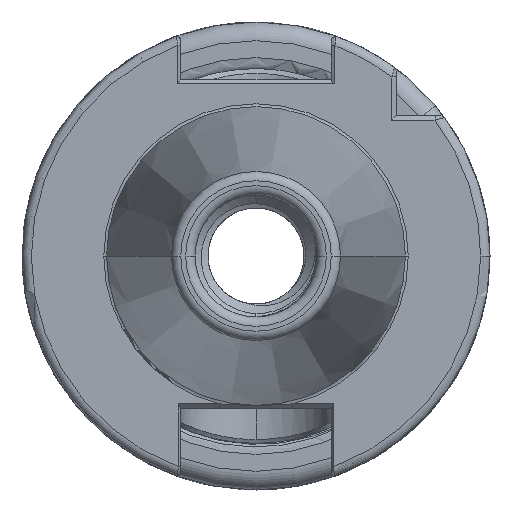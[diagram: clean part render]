
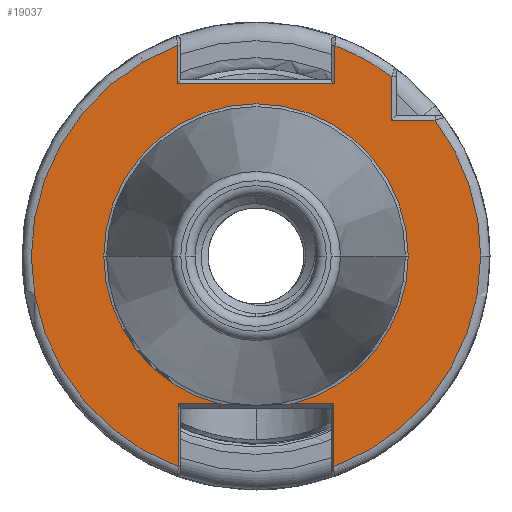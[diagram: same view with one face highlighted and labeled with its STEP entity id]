
A CAD part, left-side view. The second image highlights one B-rep face of the part: STEP entity #19037.
In plain terms, the highlighted planar face has unit normal (-1, 0, 0).
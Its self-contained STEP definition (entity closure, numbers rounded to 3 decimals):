
#900 = AXIS2_PLACEMENT_3D ( 'NONE', #4230, #4193, #4223 ) ;
#902 = AXIS2_PLACEMENT_3D ( 'NONE', #4267, #4247, #4297 ) ;
#953 = AXIS2_PLACEMENT_3D ( 'NONE', #1632, #1611, #1616 ) ;
#1018 = AXIS2_PLACEMENT_3D ( 'NONE', #25417, #25424, #25428 ) ;
#1161 = AXIS2_PLACEMENT_3D ( 'NONE', #16706, #16704, #16684 ) ;
#1164 = AXIS2_PLACEMENT_3D ( 'NONE', #11177, #11193, #11185 ) ;
#1611 = DIRECTION ( 'NONE',  ( 1., 0., 0. ) ) ;
#1616 = DIRECTION ( 'NONE',  ( 0., -1., 0. ) ) ;
#1632 = CARTESIAN_POINT ( 'NONE',  ( 0., 0., 0. ) ) ;
#3510 = VERTEX_POINT ( 'NONE', #24796 ) ;
#3518 = VERTEX_POINT ( 'NONE', #24834 ) ;
#3530 = VERTEX_POINT ( 'NONE', #24841 ) ;
#3548 = VERTEX_POINT ( 'NONE', #24853 ) ;
#4084 = CARTESIAN_POINT ( 'NONE',  ( 0., 16.342, 18.4 ) ) ;
#4102 = DIRECTION ( 'NONE',  ( 0., 1., 0. ) ) ;
#4111 = CARTESIAN_POINT ( 'NONE',  ( 0., -8.434, 0. ) ) ;
#4121 = DIRECTION ( 'NONE',  ( 0., 0., -1. ) ) ;
#4193 = DIRECTION ( 'NONE',  ( 1., 0., 0. ) ) ;
#4223 = DIRECTION ( 'NONE',  ( 0., -1., 0. ) ) ;
#4230 = CARTESIAN_POINT ( 'NONE',  ( 0., 0., 0. ) ) ;
#4247 = DIRECTION ( 'NONE',  ( -1., 0., 0. ) ) ;
#4254 = DIRECTION ( 'NONE',  ( 0., 1., 0. ) ) ;
#4267 = CARTESIAN_POINT ( 'NONE',  ( 0., 0., 0. ) ) ;
#4289 = CARTESIAN_POINT ( 'NONE',  ( 0., -15., 14.5 ) ) ;
#4297 = DIRECTION ( 'NONE',  ( 0., -1., 0. ) ) ;
#5025 = EDGE_CURVE ( 'NONE', #12509, #12561, #13953, .T. ) ;
#5045 = EDGE_CURVE ( 'NONE', #12541, #12509, #13968, .T. ) ;
#6490 = CARTESIAN_POINT ( 'NONE',  ( 0., -14.5, 14.5 ) ) ;
#6497 = CARTESIAN_POINT ( 'NONE',  ( 0., 8.288, -15.8 ) ) ;
#6994 = CARTESIAN_POINT ( 'NONE',  ( 0., -8.288, -15.8 ) ) ;
#7033 = DIRECTION ( 'NONE',  ( 0., -1., 0. ) ) ;
#7043 = CARTESIAN_POINT ( 'NONE',  ( 0., 8.361, 22.497 ) ) ;
#7053 = CARTESIAN_POINT ( 'NONE',  ( 0., 8.361, 18.4 ) ) ;
#7064 = CARTESIAN_POINT ( 'NONE',  ( 0., -14.5, 19.125 ) ) ;
#7069 = CARTESIAN_POINT ( 'NONE',  ( 0., -8.434, 18.4 ) ) ;
#7102 = CARTESIAN_POINT ( 'NONE',  ( 0., -8.434, 22.469 ) ) ;
#7107 = CARTESIAN_POINT ( 'NONE',  ( 0., 8.288, -22.523 ) ) ;
#7154 = EDGE_LOOP ( 'NONE', ( #14372, #14450, #14366, #14357, #14401, #14399, #14443, #14412, #14454, #14419, #14427, #14368, #14346, #14435, #14448, #14437 ) ) ;
#7999 = CIRCLE ( 'NONE', #1161, 24. ) ;
#8000 = VECTOR ( 'NONE', #7033, 1000. ) ;
#8028 = LINE ( 'NONE', #6994, #8000 ) ;
#8033 = LINE ( 'NONE', #16690, #8042 ) ;
#8042 = VECTOR ( 'NONE', #16676, 1000. ) ;
#8061 = VECTOR ( 'NONE', #26106, 1000. ) ;
#8090 = LINE ( 'NONE', #26080, #8061 ) ;
#8100 = VECTOR ( 'NONE', #16736, 1000. ) ;
#8101 = LINE ( 'NONE', #16735, #8100 ) ;
#8119 = CIRCLE ( 'NONE', #900, 16.262 ) ;
#8120 = VECTOR ( 'NONE', #4102, 1000. ) ;
#8127 = VECTOR ( 'NONE', #4121, 1000. ) ;
#8128 = LINE ( 'NONE', #26283, #8146 ) ;
#8131 = VECTOR ( 'NONE', #26460, 1000. ) ;
#8133 = LINE ( 'NONE', #26426, #8131 ) ;
#8140 = VECTOR ( 'NONE', #4254, 1000. ) ;
#8146 = VECTOR ( 'NONE', #26293, 1000. ) ;
#8147 = LINE ( 'NONE', #4289, #8140 ) ;
#8148 = CIRCLE ( 'NONE', #902, 24. ) ;
#8152 = LINE ( 'NONE', #4111, #8127 ) ;
#8163 = LINE ( 'NONE', #4084, #8120 ) ;
#8321 = CIRCLE ( 'NONE', #953, 16.262 ) ;
#8324 = CIRCLE ( 'NONE', #1018, 16.262 ) ;
#10569 = FACE_OUTER_BOUND ( 'NONE', #7154, .T. ) ;
#11177 = CARTESIAN_POINT ( 'NONE',  ( 0., 16.342, 0. ) ) ;
#11185 = DIRECTION ( 'NONE',  ( 0., -1., 0. ) ) ;
#11187 = PLANE ( 'NONE',  #1164 ) ;
#11193 = DIRECTION ( 'NONE',  ( -1., 0., 0. ) ) ;
#12509 = VERTEX_POINT ( 'NONE', #23435 ) ;
#12515 = VERTEX_POINT ( 'NONE', #23454 ) ;
#12541 = VERTEX_POINT ( 'NONE', #23507 ) ;
#12561 = VERTEX_POINT ( 'NONE', #23540 ) ;
#13953 = CIRCLE ( 'NONE', #23262, 24. ) ;
#13968 = CIRCLE ( 'NONE', #23240, 24. ) ;
#14346 = ORIENTED_EDGE ( 'NONE', *, *, #5025, .T. ) ;
#14357 = ORIENTED_EDGE ( 'NONE', *, *, #21018, .T. ) ;
#14366 = ORIENTED_EDGE ( 'NONE', *, *, #20967, .T. ) ;
#14368 = ORIENTED_EDGE ( 'NONE', *, *, #5045, .T. ) ;
#14372 = ORIENTED_EDGE ( 'NONE', *, *, #20978, .T. ) ;
#14399 = ORIENTED_EDGE ( 'NONE', *, *, #20827, .T. ) ;
#14401 = ORIENTED_EDGE ( 'NONE', *, *, #20838, .T. ) ;
#14412 = ORIENTED_EDGE ( 'NONE', *, *, #21003, .T. ) ;
#14419 = ORIENTED_EDGE ( 'NONE', *, *, #20822, .T. ) ;
#14427 = ORIENTED_EDGE ( 'NONE', *, *, #20945, .T. ) ;
#14435 = ORIENTED_EDGE ( 'NONE', *, *, #21020, .T. ) ;
#14437 = ORIENTED_EDGE ( 'NONE', *, *, #20825, .T. ) ;
#14443 = ORIENTED_EDGE ( 'NONE', *, *, #21406, .T. ) ;
#14448 = ORIENTED_EDGE ( 'NONE', *, *, #20918, .T. ) ;
#14450 = ORIENTED_EDGE ( 'NONE', *, *, #20984, .T. ) ;
#14454 = ORIENTED_EDGE ( 'NONE', *, *, #21314, .T. ) ;
#16676 = DIRECTION ( 'NONE',  ( 0., -1., 0. ) ) ;
#16684 = DIRECTION ( 'NONE',  ( 0., -1., 0. ) ) ;
#16690 = CARTESIAN_POINT ( 'NONE',  ( 0., -8.288, -15.8 ) ) ;
#16704 = DIRECTION ( 'NONE',  ( -1., 0., 0. ) ) ;
#16706 = CARTESIAN_POINT ( 'NONE',  ( 0., 0., 0. ) ) ;
#16735 = CARTESIAN_POINT ( 'NONE',  ( 0., 8.288, -16.3 ) ) ;
#16736 = DIRECTION ( 'NONE',  ( 0., 0., 1. ) ) ;
#19037 = ADVANCED_FACE ( 'NONE', ( #10569 ), #11187, .T. ) ;
#20577 = VERTEX_POINT ( 'NONE', #7043 ) ;
#20589 = VERTEX_POINT ( 'NONE', #7069 ) ;
#20593 = VERTEX_POINT ( 'NONE', #7102 ) ;
#20610 = VERTEX_POINT ( 'NONE', #7053 ) ;
#20620 = VERTEX_POINT ( 'NONE', #7064 ) ;
#20643 = VERTEX_POINT ( 'NONE', #7107 ) ;
#20660 = VERTEX_POINT ( 'NONE', #6497 ) ;
#20663 = VERTEX_POINT ( 'NONE', #6490 ) ;
#20822 = EDGE_CURVE ( 'NONE', #3548, #12515, #8028, .T. ) ;
#20825 = EDGE_CURVE ( 'NONE', #20620, #20593, #7999, .T. ) ;
#20827 = EDGE_CURVE ( 'NONE', #20660, #3518, #8033, .T. ) ;
#20838 = EDGE_CURVE ( 'NONE', #20643, #20660, #8101, .T. ) ;
#20918 = EDGE_CURVE ( 'NONE', #20663, #20620, #8090, .T. ) ;
#20945 = EDGE_CURVE ( 'NONE', #12515, #12541, #8128, .T. ) ;
#20967 = EDGE_CURVE ( 'NONE', #20610, #20577, #8133, .T. ) ;
#20978 = EDGE_CURVE ( 'NONE', #20593, #20589, #8152, .T. ) ;
#20984 = EDGE_CURVE ( 'NONE', #20589, #20610, #8163, .T. ) ;
#21003 = EDGE_CURVE ( 'NONE', #3530, #3510, #8119, .T. ) ;
#21018 = EDGE_CURVE ( 'NONE', #20577, #20643, #8148, .T. ) ;
#21020 = EDGE_CURVE ( 'NONE', #12561, #20663, #8147, .T. ) ;
#21314 = EDGE_CURVE ( 'NONE', #3510, #3548, #8321, .T. ) ;
#21406 = EDGE_CURVE ( 'NONE', #3518, #3530, #8324, .T. ) ;
#23240 = AXIS2_PLACEMENT_3D ( 'NONE', #29614, #29579, #29607 ) ;
#23262 = AXIS2_PLACEMENT_3D ( 'NONE', #24974, #24987, #24988 ) ;
#23435 = CARTESIAN_POINT ( 'NONE',  ( 0., -24., 0. ) ) ;
#23454 = CARTESIAN_POINT ( 'NONE',  ( 0., -8.288, -15.8 ) ) ;
#23507 = CARTESIAN_POINT ( 'NONE',  ( 0., -8.288, -22.523 ) ) ;
#23540 = CARTESIAN_POINT ( 'NONE',  ( 0., -19.125, 14.5 ) ) ;
#24796 = CARTESIAN_POINT ( 'NONE',  ( 0., -16.262, 0. ) ) ;
#24834 = CARTESIAN_POINT ( 'NONE',  ( 0., 3.851, -15.8 ) ) ;
#24841 = CARTESIAN_POINT ( 'NONE',  ( 0., 16.262, 0. ) ) ;
#24853 = CARTESIAN_POINT ( 'NONE',  ( 0., -3.851, -15.8 ) ) ;
#24974 = CARTESIAN_POINT ( 'NONE',  ( 0., 0., 0. ) ) ;
#24987 = DIRECTION ( 'NONE',  ( -1., 0., 0. ) ) ;
#24988 = DIRECTION ( 'NONE',  ( 0., -1., 0. ) ) ;
#25417 = CARTESIAN_POINT ( 'NONE',  ( 0., 0., 0. ) ) ;
#25424 = DIRECTION ( 'NONE',  ( 1., 0., 0. ) ) ;
#25428 = DIRECTION ( 'NONE',  ( 0., -1., 0. ) ) ;
#26080 = CARTESIAN_POINT ( 'NONE',  ( 0., -14.5, 18.735 ) ) ;
#26106 = DIRECTION ( 'NONE',  ( 0., 0., 1. ) ) ;
#26283 = CARTESIAN_POINT ( 'NONE',  ( 0., -8.288, -22.61 ) ) ;
#26293 = DIRECTION ( 'NONE',  ( 0., 0., -1. ) ) ;
#26426 = CARTESIAN_POINT ( 'NONE',  ( 0., 8.361, 0. ) ) ;
#26460 = DIRECTION ( 'NONE',  ( 0., 0., 1. ) ) ;
#29579 = DIRECTION ( 'NONE',  ( -1., 0., 0. ) ) ;
#29607 = DIRECTION ( 'NONE',  ( 0., -1., 0. ) ) ;
#29614 = CARTESIAN_POINT ( 'NONE',  ( 0., 0., 0. ) ) ;
